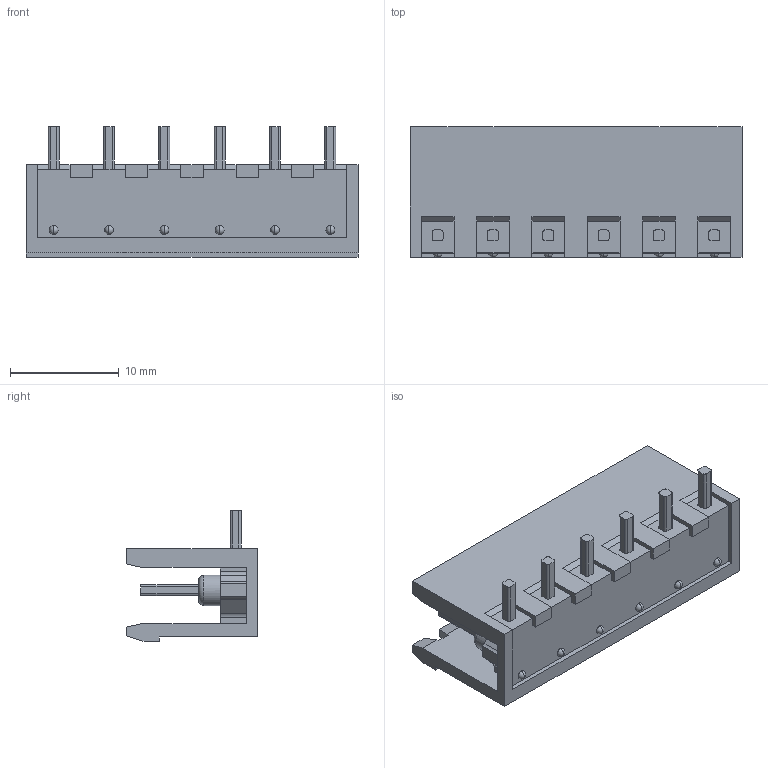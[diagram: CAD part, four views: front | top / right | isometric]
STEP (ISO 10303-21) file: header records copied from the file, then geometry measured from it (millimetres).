
FILE_DESCRIPTION(('STEP AP203'),'1');
FILE_NAME('20020109h061a01lf.stp','2016-03-10T11:49:16',('TraceParts'),('TraceParts S.A.'),'Spatial InterOp 3D',' ',' ');
FILE_SCHEMA(('CONFIG_CONTROL_DESIGN'));
Length unit declared in the file: millimetre
Products named in the file (1): 1
Bounding box: 30.48 x 12 x 11.99 mm (x, y, z)
Volume: 1291 mm3; surface area: 2480.8 mm2
Topology: 1 solids, 1 shells, 394 faces, 1086 edges, 706 vertices
Faces by surface type: plane 238, cylinder 114, torus 24, sphere 12, cone 6
Entity records: 12554 total; most frequent: CARTESIAN_POINT 2245, DIRECTION 2180, ORIENTED_EDGE 2148, EDGE_CURVE 1074, LINE 730, VECTOR 730, AXIS2_PLACEMENT_3D 725, VERTEX_POINT 706
